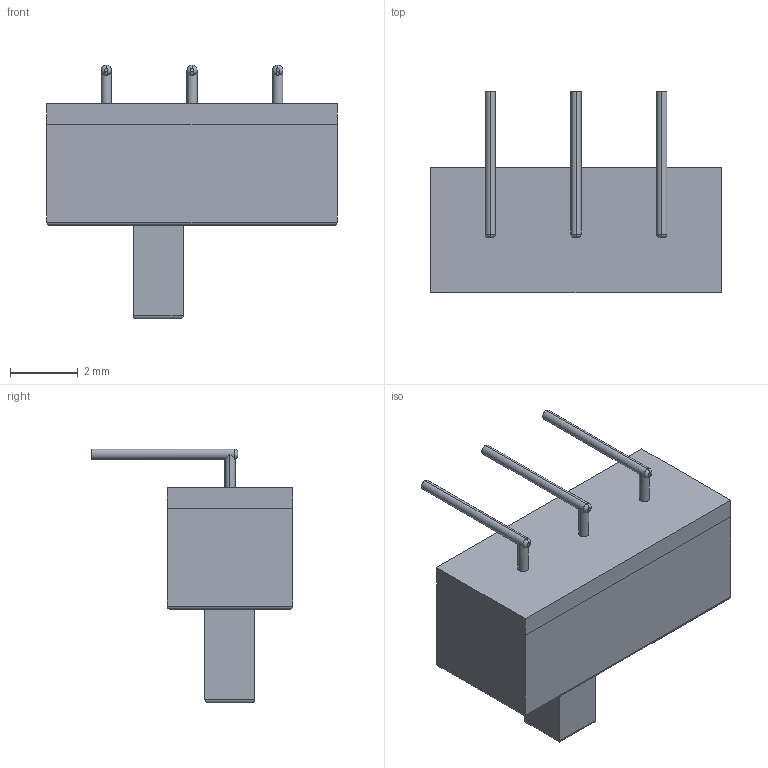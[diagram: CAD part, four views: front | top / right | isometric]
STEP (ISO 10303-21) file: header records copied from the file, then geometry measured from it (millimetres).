
FILE_DESCRIPTION (( 'STEP AP214' ), '1' );
FILE_NAME ('Pereklyuchatel_.STEP', '2018-12-03T07:00:32', ( 'Pol_zovatel_ Windows' ), ( '' ), 'SwSTEP 2.0', 'SolidWorks 2018', '' );
FILE_SCHEMA (( 'AUTOMOTIVE_DESIGN' ));
Length unit declared in the file: millimetre
Products named in the file (1): Ïåðåêëþ÷àòåëü
Bounding box: 8.6 x 5.97 x 7.52 mm (x, y, z)
Volume: 122 mm3; surface area: 248.4 mm2
Topology: 5 solids, 5 shells, 60 faces, 127 edges, 79 vertices
Faces by surface type: plane 31, cylinder 20, torus 6, bspline 3
Entity records: 1983 total; most frequent: CARTESIAN_POINT 459, ORIENTED_EDGE 254, DIRECTION 250, EDGE_CURVE 127, AXIS2_PLACEMENT_3D 91, VERTEX_POINT 79, VECTOR 68, LINE 68
